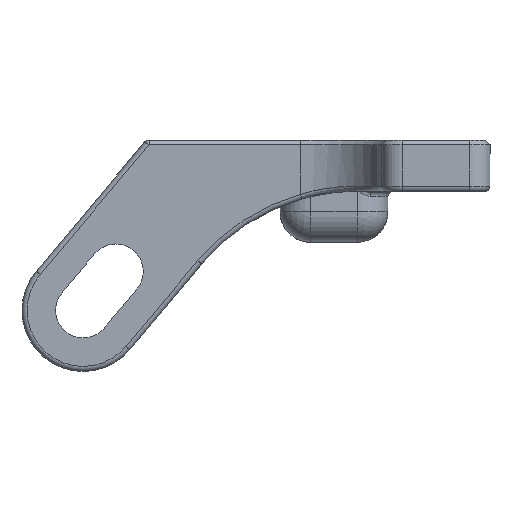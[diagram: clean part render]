
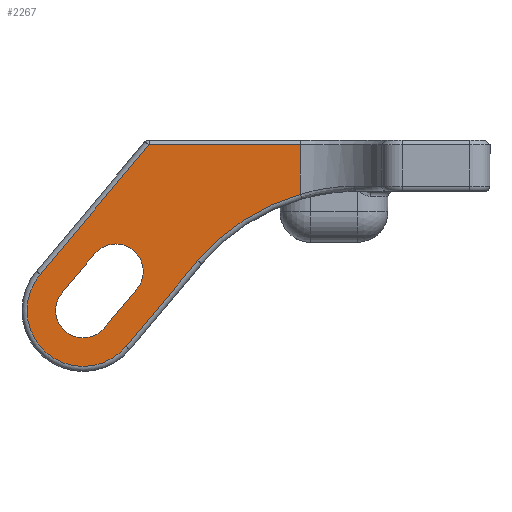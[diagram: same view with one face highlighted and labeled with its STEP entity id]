
A CAD part, left-side view. The second image highlights one B-rep face of the part: STEP entity #2267.
In plain terms, the highlighted planar face has unit normal (-1, 0, 0).
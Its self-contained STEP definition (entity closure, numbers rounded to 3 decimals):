
#130 = DIRECTION ( 'NONE',  ( -1., 0., 0. ) ) ;
#169 = ORIENTED_EDGE ( 'NONE', *, *, #9587, .F. ) ;
#284 = CIRCLE ( 'NONE', #10946, 2.7 ) ;
#330 = CARTESIAN_POINT ( 'NONE',  ( -86.942, 69.58, -40.323 ) ) ;
#360 = ORIENTED_EDGE ( 'NONE', *, *, #3893, .F. ) ;
#433 = AXIS2_PLACEMENT_3D ( 'NONE', #9392, #8779, #2413 ) ;
#702 = VERTEX_POINT ( 'NONE', #13340 ) ;
#755 = VERTEX_POINT ( 'NONE', #5301 ) ;
#948 = CIRCLE ( 'NONE', #8753, 2.7 ) ;
#1142 = ORIENTED_EDGE ( 'NONE', *, *, #13307, .T. ) ;
#1146 = EDGE_LOOP ( 'NONE', ( #11802, #5425, #4987, #1142, #4412, #12988 ) ) ;
#1212 = VERTEX_POINT ( 'NONE', #9793 ) ;
#1608 = EDGE_LOOP ( 'NONE', ( #3297, #169, #2001, #9262, #360 ) ) ;
#1670 = DIRECTION ( 'NONE',  ( 1., 0., 0. ) ) ;
#1750 = LINE ( 'NONE', #1879, #2074 ) ;
#1879 = CARTESIAN_POINT ( 'NONE',  ( -86.942, 85.061, -41.659 ) ) ;
#2001 = ORIENTED_EDGE ( 'NONE', *, *, #9991, .F. ) ;
#2032 = DIRECTION ( 'NONE',  ( 0., -0.643, 0.766 ) ) ;
#2074 = VECTOR ( 'NONE', #11412, 1000. ) ;
#2219 = LINE ( 'NONE', #4455, #8418 ) ;
#2267 = ADVANCED_FACE ( 'NONE', ( #7851, #10972 ), #7646, .T. ) ;
#2413 = DIRECTION ( 'NONE',  ( 0., -1., 0. ) ) ;
#2737 = VECTOR ( 'NONE', #5717, 1000. ) ;
#2758 = VERTEX_POINT ( 'NONE', #13577 ) ;
#2839 = EDGE_CURVE ( 'NONE', #2758, #4619, #2219, .T. ) ;
#3221 = CARTESIAN_POINT ( 'NONE',  ( -86.942, 78.779, -46.93 ) ) ;
#3236 = VERTEX_POINT ( 'NONE', #13097 ) ;
#3297 = ORIENTED_EDGE ( 'NONE', *, *, #11538, .F. ) ;
#3390 = DIRECTION ( 'NONE',  ( 0., -1., 0. ) ) ;
#3528 = CIRCLE ( 'NONE', #433, 2.7 ) ;
#3770 = VERTEX_POINT ( 'NONE', #4018 ) ;
#3892 = DIRECTION ( 'NONE',  ( -1., 0., 0. ) ) ;
#3893 = EDGE_CURVE ( 'NONE', #5660, #702, #3528, .T. ) ;
#4018 = CARTESIAN_POINT ( 'NONE',  ( -86.942, 79.702, -39.629 ) ) ;
#4241 = EDGE_CURVE ( 'NONE', #702, #3236, #11322, .T. ) ;
#4412 = ORIENTED_EDGE ( 'NONE', *, *, #10284, .T. ) ;
#4437 = CARTESIAN_POINT ( 'NONE',  ( -86.942, 0., -51.195 ) ) ;
#4455 = CARTESIAN_POINT ( 'NONE',  ( -86.942, 74.019, -28.9 ) ) ;
#4619 = VERTEX_POINT ( 'NONE', #5625 ) ;
#4789 = CARTESIAN_POINT ( 'NONE',  ( -86.942, 53.876, -53.5 ) ) ;
#4845 = AXIS2_PLACEMENT_3D ( 'NONE', #4437, #12105, #3390 ) ;
#4987 = ORIENTED_EDGE ( 'NONE', *, *, #11892, .T. ) ;
#5020 = VERTEX_POINT ( 'NONE', #330 ) ;
#5051 = CARTESIAN_POINT ( 'NONE',  ( -86.942, 77.633, -41.364 ) ) ;
#5301 = CARTESIAN_POINT ( 'NONE',  ( -86.942, 77.633, -38.664 ) ) ;
#5425 = ORIENTED_EDGE ( 'NONE', *, *, #2839, .T. ) ;
#5625 = CARTESIAN_POINT ( 'NONE',  ( -86.942, 74.354, -28.9 ) ) ;
#5660 = VERTEX_POINT ( 'NONE', #8760 ) ;
#5695 = VERTEX_POINT ( 'NONE', #10884 ) ;
#5717 = DIRECTION ( 'NONE',  ( 0., 0.643, -0.766 ) ) ;
#5883 = AXIS2_PLACEMENT_3D ( 'NONE', #7569, #130, #7431 ) ;
#6592 = CARTESIAN_POINT ( 'NONE',  ( -86.942, 59.5, -51.195 ) ) ;
#6643 = CARTESIAN_POINT ( 'NONE',  ( -86.942, 82.916, -43.459 ) ) ;
#6830 = CARTESIAN_POINT ( 'NONE',  ( -86.942, 59.5, -33.787 ) ) ;
#7402 = VECTOR ( 'NONE', #2032, 1000. ) ;
#7431 = DIRECTION ( 'NONE',  ( 0., -1., 0. ) ) ;
#7569 = CARTESIAN_POINT ( 'NONE',  ( -86.942, 80.847, -45.195 ) ) ;
#7646 = PLANE ( 'NONE',  #4845 ) ;
#7851 = FACE_BOUND ( 'NONE', #1608, .T. ) ;
#7936 = EDGE_CURVE ( 'NONE', #5020, #8337, #8706, .T. ) ;
#8171 = CARTESIAN_POINT ( 'NONE',  ( -86.942, 69.58, -40.323 ) ) ;
#8225 = VECTOR ( 'NONE', #11731, 1000. ) ;
#8337 = VERTEX_POINT ( 'NONE', #6830 ) ;
#8418 = VECTOR ( 'NONE', #9756, 1000. ) ;
#8706 = CIRCLE ( 'NONE', #12465, 20.5 ) ;
#8753 = AXIS2_PLACEMENT_3D ( 'NONE', #5051, #9249, #11471 ) ;
#8760 = CARTESIAN_POINT ( 'NONE',  ( -86.942, 82.916, -43.459 ) ) ;
#8779 = DIRECTION ( 'NONE',  ( -1., 0., 0. ) ) ;
#9249 = DIRECTION ( 'NONE',  ( -1., 0., 0. ) ) ;
#9262 = ORIENTED_EDGE ( 'NONE', *, *, #4241, .F. ) ;
#9392 = CARTESIAN_POINT ( 'NONE',  ( -86.942, 80.847, -45.195 ) ) ;
#9587 = EDGE_CURVE ( 'NONE', #755, #3770, #284, .T. ) ;
#9756 = DIRECTION ( 'NONE',  ( 0., 1., 0. ) ) ;
#9793 = CARTESIAN_POINT ( 'NONE',  ( -86.942, 76.634, -48.73 ) ) ;
#9800 = DIRECTION ( 'NONE',  ( 0., 0., 1. ) ) ;
#9991 = EDGE_CURVE ( 'NONE', #3236, #755, #948, .T. ) ;
#10116 = CIRCLE ( 'NONE', #5883, 5.5 ) ;
#10284 = EDGE_CURVE ( 'NONE', #1212, #5020, #11649, .T. ) ;
#10290 = DIRECTION ( 'NONE',  ( 0., -1., 0. ) ) ;
#10369 = CARTESIAN_POINT ( 'NONE',  ( -86.942, 77.633, -41.364 ) ) ;
#10884 = CARTESIAN_POINT ( 'NONE',  ( -86.942, 85.061, -41.659 ) ) ;
#10946 = AXIS2_PLACEMENT_3D ( 'NONE', #10369, #3892, #12401 ) ;
#10948 = LINE ( 'NONE', #6643, #2737 ) ;
#10972 = FACE_OUTER_BOUND ( 'NONE', #1146, .T. ) ;
#11210 = VECTOR ( 'NONE', #9800, 1000. ) ;
#11322 = LINE ( 'NONE', #3221, #8225 ) ;
#11412 = DIRECTION ( 'NONE',  ( 0., 0.643, -0.766 ) ) ;
#11471 = DIRECTION ( 'NONE',  ( 0., -1., 0. ) ) ;
#11538 = EDGE_CURVE ( 'NONE', #3770, #5660, #10948, .T. ) ;
#11649 = LINE ( 'NONE', #8171, #7402 ) ;
#11731 = DIRECTION ( 'NONE',  ( 0., -0.643, 0.766 ) ) ;
#11802 = ORIENTED_EDGE ( 'NONE', *, *, #13413, .T. ) ;
#11892 = EDGE_CURVE ( 'NONE', #4619, #5695, #1750, .T. ) ;
#12105 = DIRECTION ( 'NONE',  ( -1., 0., 0. ) ) ;
#12401 = DIRECTION ( 'NONE',  ( 0., -1., 0. ) ) ;
#12465 = AXIS2_PLACEMENT_3D ( 'NONE', #4789, #1670, #10290 ) ;
#12988 = ORIENTED_EDGE ( 'NONE', *, *, #7936, .T. ) ;
#13097 = CARTESIAN_POINT ( 'NONE',  ( -86.942, 75.565, -43.1 ) ) ;
#13125 = LINE ( 'NONE', #6592, #11210 ) ;
#13307 = EDGE_CURVE ( 'NONE', #5695, #1212, #10116, .T. ) ;
#13340 = CARTESIAN_POINT ( 'NONE',  ( -86.942, 78.779, -46.93 ) ) ;
#13413 = EDGE_CURVE ( 'NONE', #8337, #2758, #13125, .T. ) ;
#13577 = CARTESIAN_POINT ( 'NONE',  ( -86.942, 59.5, -28.9 ) ) ;
